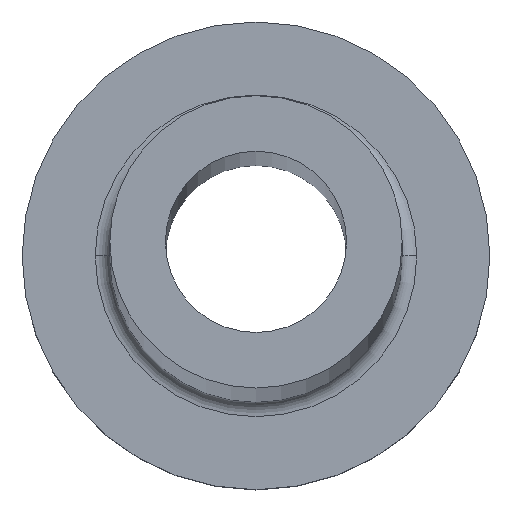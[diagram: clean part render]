
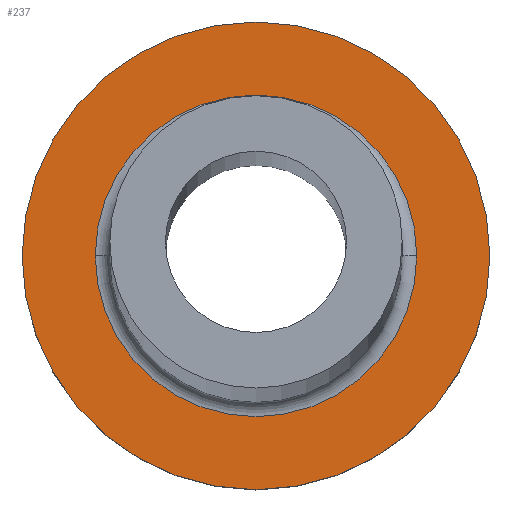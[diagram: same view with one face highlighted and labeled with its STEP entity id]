
A CAD part, top view. The second image highlights one B-rep face of the part: STEP entity #237.
In plain terms, the highlighted planar face has unit normal (0, 0, 1).
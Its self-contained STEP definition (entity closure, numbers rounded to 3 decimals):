
#1 = DIRECTION ( 'NONE',  ( 1., 0., 0. ) ) ;
#13 = CARTESIAN_POINT ( 'NONE',  ( 0., 0., 5. ) ) ;
#30 = CIRCLE ( 'NONE', #252, 8. ) ;
#44 = VERTEX_POINT ( 'NONE', #174 ) ;
#47 = DIRECTION ( 'NONE',  ( 1., 0., 0. ) ) ;
#51 = EDGE_CURVE ( 'NONE', #44, #341, #30, .T. ) ;
#54 = CARTESIAN_POINT ( 'NONE',  ( 0., 0., 5. ) ) ;
#71 = EDGE_CURVE ( 'NONE', #210, #230, #353, .T. ) ;
#102 = EDGE_CURVE ( 'NONE', #230, #210, #157, .T. ) ;
#103 = EDGE_LOOP ( 'NONE', ( #347, #289 ) ) ;
#105 = DIRECTION ( 'NONE',  ( 1., 0., 0. ) ) ;
#125 = DIRECTION ( 'NONE',  ( 0., 0., -1. ) ) ;
#132 = CARTESIAN_POINT ( 'NONE',  ( 0., 0., 5. ) ) ;
#146 = CARTESIAN_POINT ( 'NONE',  ( 0., 0., 5. ) ) ;
#154 = CARTESIAN_POINT ( 'NONE',  ( -5.5, 0., 5. ) ) ;
#157 = CIRCLE ( 'NONE', #233, 5.5 ) ;
#160 = CARTESIAN_POINT ( 'NONE',  ( 8., 0., 5. ) ) ;
#174 = CARTESIAN_POINT ( 'NONE',  ( -8., 0., 5. ) ) ;
#196 = ORIENTED_EDGE ( 'NONE', *, *, #102, .T. ) ;
#210 = VERTEX_POINT ( 'NONE', #328 ) ;
#217 = CARTESIAN_POINT ( 'NONE',  ( 0., 0., 5. ) ) ;
#226 = FACE_BOUND ( 'NONE', #362, .T. ) ;
#230 = VERTEX_POINT ( 'NONE', #154 ) ;
#233 = AXIS2_PLACEMENT_3D ( 'NONE', #132, #125, #361 ) ;
#237 = ADVANCED_FACE ( 'NONE', ( #226, #258 ), #376, .T. ) ;
#245 = EDGE_CURVE ( 'NONE', #341, #44, #265, .T. ) ;
#246 = AXIS2_PLACEMENT_3D ( 'NONE', #54, #379, #1 ) ;
#252 = AXIS2_PLACEMENT_3D ( 'NONE', #146, #324, #263 ) ;
#258 = FACE_OUTER_BOUND ( 'NONE', #103, .T. ) ;
#263 = DIRECTION ( 'NONE',  ( 1., 0., 0. ) ) ;
#265 = CIRCLE ( 'NONE', #270, 8. ) ;
#270 = AXIS2_PLACEMENT_3D ( 'NONE', #217, #308, #105 ) ;
#289 = ORIENTED_EDGE ( 'NONE', *, *, #245, .T. ) ;
#297 = ORIENTED_EDGE ( 'NONE', *, *, #71, .T. ) ;
#308 = DIRECTION ( 'NONE',  ( 0., 0., 1. ) ) ;
#324 = DIRECTION ( 'NONE',  ( 0., 0., 1. ) ) ;
#328 = CARTESIAN_POINT ( 'NONE',  ( 5.5, 0., 5. ) ) ;
#341 = VERTEX_POINT ( 'NONE', #160 ) ;
#347 = ORIENTED_EDGE ( 'NONE', *, *, #51, .T. ) ;
#353 = CIRCLE ( 'NONE', #246, 5.5 ) ;
#360 = AXIS2_PLACEMENT_3D ( 'NONE', #13, #377, #47 ) ;
#361 = DIRECTION ( 'NONE',  ( 1., 0., 0. ) ) ;
#362 = EDGE_LOOP ( 'NONE', ( #297, #196 ) ) ;
#376 = PLANE ( 'NONE',  #360 ) ;
#377 = DIRECTION ( 'NONE',  ( 0., 0., 1. ) ) ;
#379 = DIRECTION ( 'NONE',  ( 0., 0., -1. ) ) ;
